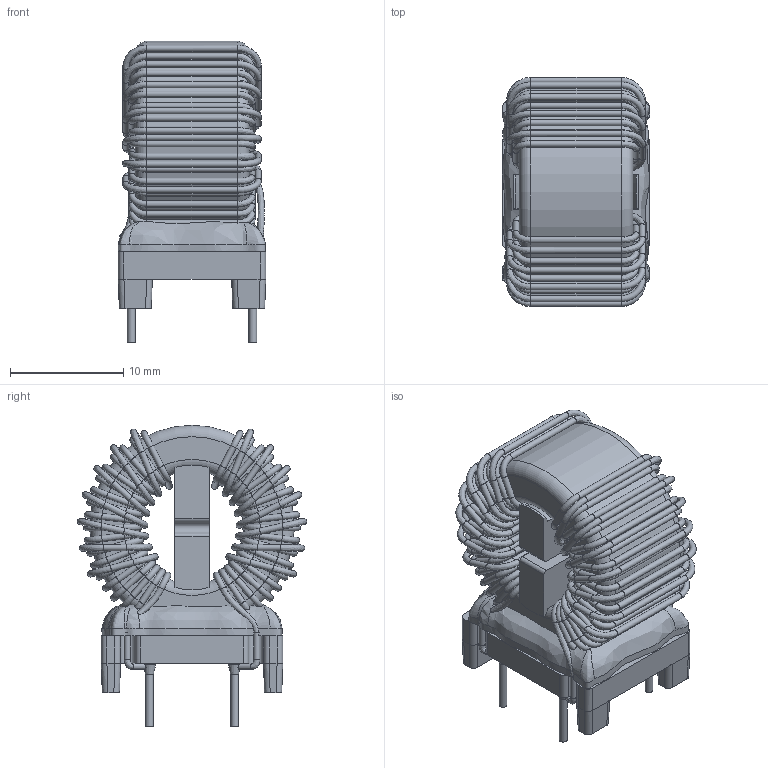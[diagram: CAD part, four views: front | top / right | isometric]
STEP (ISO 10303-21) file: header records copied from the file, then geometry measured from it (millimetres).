
FILE_DESCRIPTION(/* description */ ('Unknown'),/* implementation_level */ '2;1');
FILE_NAME(/* name */ 'L_Wurth_WE-CMB-M_L23W13H25.5',/* time_stamp */ '2024-10-11T14:43:57+08:00',/* author */ ('Unknown'),/* organization */ ('Unknown'),/* preprocessor_version */ 'ST-DEVELOPER v16.7',/* originating_system */ 'Solid Edge',/* authorisation */ 'Unknown');
FILE_SCHEMA (('AUTOMOTIVE_DESIGN {1 0 10303 214 3 1 1}'));
Length unit declared in the file: millimetre
Products named in the file (2): L_Wurth_WE-CMB-M_L23W13H25.5
Assembly tree (1 placements, depth 2):
  L_Wurth_WE-CMB-M_L23W13H25.5
    L_Wurth_WE-CMB-M_L23W13H25.5
Bounding box: 13 x 20.2 x 26.56 mm (x, y, z)
Volume: 3227.8 mm3; surface area: 5556.4 mm2
Topology: 10 solids, 10 shells, 652 faces, 1457 edges, 824 vertices
Faces by surface type: cylinder 285, bspline 148, torus 112, plane 98, cone 8, sphere 1
Full cylindrical faces by diameter (mm): 0.55 x216, 0.7 x4, 10 x1, 18 x1
Entity records: 48247 total; most frequent: CARTESIAN_POINT 32244, DIRECTION 2404, ORIENTED_EDGE 1936, EDGE_LOOP 1113, FACE_BOUND 1113, AXIS2_PLACEMENT_3D 1084, EDGE_CURVE 968, VERTEX_POINT 787
